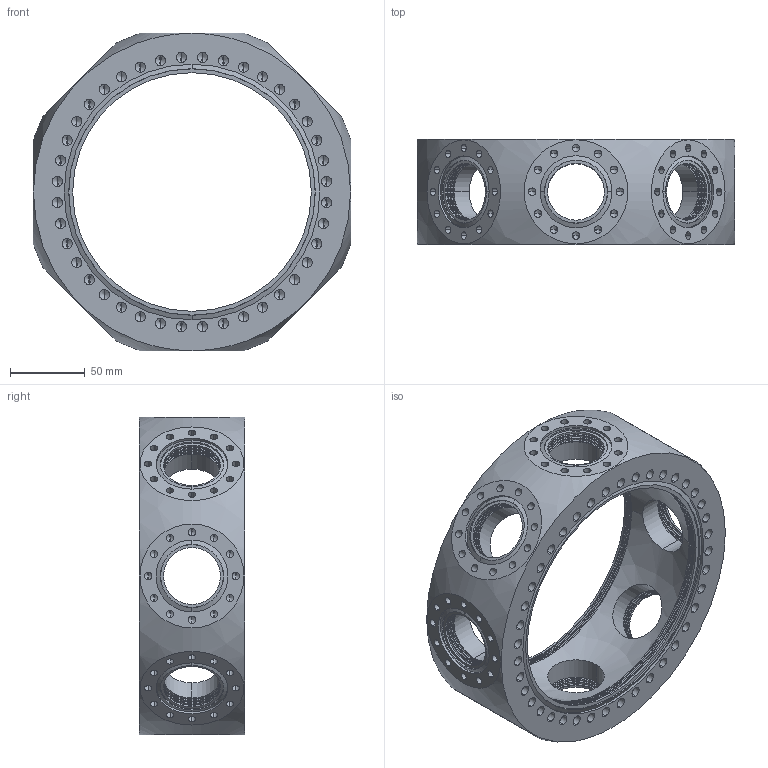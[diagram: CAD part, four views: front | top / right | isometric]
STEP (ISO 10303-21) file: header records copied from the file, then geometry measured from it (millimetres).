
FILE_DESCRIPTION (( 'STEP AP214' ), '1' );
FILE_NAME ('多面体-2CF150+8CF35.STEP', '2023-10-30T01:47:13', ( '' ), ( '' ), 'SwSTEP 2.0', 'SolidWorks 2020', '' );
FILE_SCHEMA (( 'AUTOMOTIVE_DESIGN' ));
Length unit declared in the file: millimetre
Products named in the file (1): 嗣醱极-2CF150+8CF35
Bounding box: 212.9 x 70.6 x 212.9 mm (x, y, z)
Volume: 797945.2 mm3; surface area: 180989.8 mm2
Topology: 1 solids, 1 shells, 976 faces, 2342 edges, 1254 vertices
Faces by surface type: cylinder 448, cone 392, plane 76, torus 56, sphere 4
Entity records: 29754 total; most frequent: DIRECTION 5074, CARTESIAN_POINT 4209, ORIENTED_EDGE 3960, AXIS2_PLACEMENT_3D 2117, EDGE_CURVE 1980, VERTEX_POINT 1252, EDGE_LOOP 1240, CIRCLE 1140
